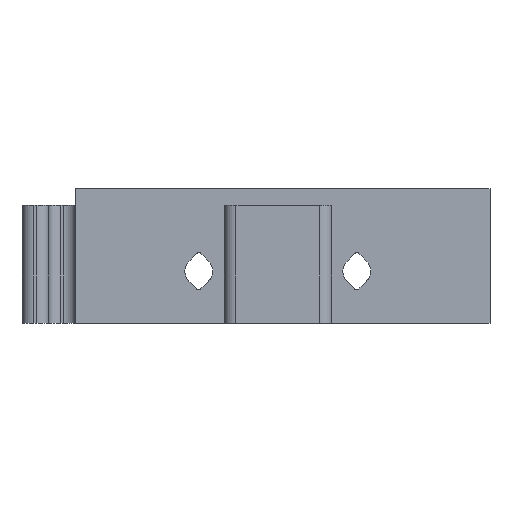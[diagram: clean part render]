
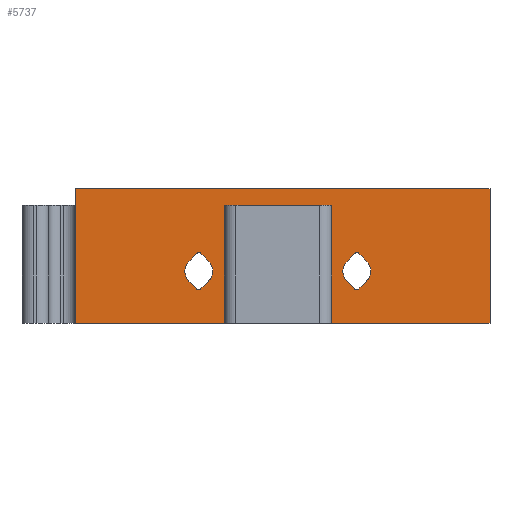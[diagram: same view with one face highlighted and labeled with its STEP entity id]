
A CAD part, left-side view. The second image highlights one B-rep face of the part: STEP entity #5737.
In plain terms, the highlighted planar face has unit normal (-1, 0, 0).
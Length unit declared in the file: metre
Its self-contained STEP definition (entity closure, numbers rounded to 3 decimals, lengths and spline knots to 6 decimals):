
#113=CIRCLE('',#6077,0.002075);
#114=CIRCLE('',#6078,0.0004);
#115=CIRCLE('',#6079,0.002075);
#116=CIRCLE('',#6080,0.0004);
#117=CIRCLE('',#6081,0.002075);
#118=CIRCLE('',#6082,0.0004);
#119=CIRCLE('',#6083,0.002075);
#120=CIRCLE('',#6084,0.0004);
#312=PLANE('',#6076);
#545=LINE('',#8518,#1097);
#574=LINE('',#8676,#1126);
#582=LINE('',#8708,#1134);
#609=LINE('',#8810,#1161);
#610=LINE('',#8815,#1162);
#611=LINE('',#8819,#1163);
#612=LINE('',#8823,#1164);
#613=LINE('',#8826,#1165);
#614=LINE('',#8831,#1166);
#615=LINE('',#8835,#1167);
#616=LINE('',#8839,#1168);
#617=LINE('',#8842,#1169);
#618=LINE('',#8843,#1170);
#619=LINE('',#8844,#1171);
#620=LINE('',#8846,#1172);
#621=LINE('',#8848,#1173);
#1097=VECTOR('',#6609,1.);
#1126=VECTOR('',#6646,1.);
#1134=VECTOR('',#6670,1.);
#1161=VECTOR('',#6747,1.);
#1162=VECTOR('',#6750,1.);
#1163=VECTOR('',#6753,1.);
#1164=VECTOR('',#6756,1.);
#1165=VECTOR('',#6759,1.);
#1166=VECTOR('',#6762,1.);
#1167=VECTOR('',#6765,1.);
#1168=VECTOR('',#6768,1.);
#1169=VECTOR('',#6771,1.);
#1170=VECTOR('',#6772,1.);
#1171=VECTOR('',#6773,1.);
#1172=VECTOR('',#6774,1.);
#1173=VECTOR('',#6775,1.);
#2009=ORIENTED_EDGE('',*,*,#3623,.F.);
#2010=ORIENTED_EDGE('',*,*,#3624,.F.);
#2011=ORIENTED_EDGE('',*,*,#3625,.F.);
#2012=ORIENTED_EDGE('',*,*,#3626,.F.);
#2013=ORIENTED_EDGE('',*,*,#3627,.T.);
#2014=ORIENTED_EDGE('',*,*,#3628,.F.);
#2015=ORIENTED_EDGE('',*,*,#3629,.T.);
#2016=ORIENTED_EDGE('',*,*,#3630,.F.);
#2017=ORIENTED_EDGE('',*,*,#3631,.F.);
#2018=ORIENTED_EDGE('',*,*,#3632,.F.);
#2019=ORIENTED_EDGE('',*,*,#3633,.F.);
#2020=ORIENTED_EDGE('',*,*,#3634,.F.);
#2021=ORIENTED_EDGE('',*,*,#3635,.T.);
#2022=ORIENTED_EDGE('',*,*,#3636,.F.);
#2023=ORIENTED_EDGE('',*,*,#3637,.T.);
#2024=ORIENTED_EDGE('',*,*,#3638,.F.);
#2025=ORIENTED_EDGE('',*,*,#3556,.F.);
#2026=ORIENTED_EDGE('',*,*,#3639,.T.);
#2027=ORIENTED_EDGE('',*,*,#3501,.T.);
#2028=ORIENTED_EDGE('',*,*,#3640,.T.);
#2029=ORIENTED_EDGE('',*,*,#3572,.F.);
#2030=ORIENTED_EDGE('',*,*,#3641,.F.);
#2031=ORIENTED_EDGE('',*,*,#3642,.F.);
#2032=ORIENTED_EDGE('',*,*,#3643,.T.);
#3501=EDGE_CURVE('',#4337,#4338,#545,.F.);
#3556=EDGE_CURVE('',#4391,#4393,#574,.F.);
#3572=EDGE_CURVE('',#4408,#4409,#582,.F.);
#3623=EDGE_CURVE('',#4459,#4460,#609,.T.);
#3624=EDGE_CURVE('',#4461,#4459,#113,.T.);
#3625=EDGE_CURVE('',#4462,#4461,#610,.T.);
#3626=EDGE_CURVE('',#4463,#4462,#114,.T.);
#3627=EDGE_CURVE('',#4463,#4464,#611,.T.);
#3628=EDGE_CURVE('',#4465,#4464,#115,.T.);
#3629=EDGE_CURVE('',#4465,#4466,#612,.T.);
#3630=EDGE_CURVE('',#4460,#4466,#116,.T.);
#3631=EDGE_CURVE('',#4467,#4468,#613,.T.);
#3632=EDGE_CURVE('',#4469,#4467,#117,.T.);
#3633=EDGE_CURVE('',#4470,#4469,#614,.T.);
#3634=EDGE_CURVE('',#4471,#4470,#118,.T.);
#3635=EDGE_CURVE('',#4471,#4472,#615,.T.);
#3636=EDGE_CURVE('',#4473,#4472,#119,.T.);
#3637=EDGE_CURVE('',#4473,#4474,#616,.T.);
#3638=EDGE_CURVE('',#4468,#4474,#120,.T.);
#3639=EDGE_CURVE('',#4391,#4337,#617,.T.);
#3640=EDGE_CURVE('',#4338,#4409,#618,.T.);
#3641=EDGE_CURVE('',#4475,#4408,#619,.T.);
#3642=EDGE_CURVE('',#4476,#4475,#620,.F.);
#3643=EDGE_CURVE('',#4476,#4393,#621,.F.);
#4337=VERTEX_POINT('',#8519);
#4338=VERTEX_POINT('',#8520);
#4391=VERTEX_POINT('',#8674);
#4393=VERTEX_POINT('',#8677);
#4408=VERTEX_POINT('',#8707);
#4409=VERTEX_POINT('',#8709);
#4459=VERTEX_POINT('',#8811);
#4460=VERTEX_POINT('',#8812);
#4461=VERTEX_POINT('',#8814);
#4462=VERTEX_POINT('',#8816);
#4463=VERTEX_POINT('',#8818);
#4464=VERTEX_POINT('',#8820);
#4465=VERTEX_POINT('',#8822);
#4466=VERTEX_POINT('',#8824);
#4467=VERTEX_POINT('',#8827);
#4468=VERTEX_POINT('',#8828);
#4469=VERTEX_POINT('',#8830);
#4470=VERTEX_POINT('',#8832);
#4471=VERTEX_POINT('',#8834);
#4472=VERTEX_POINT('',#8836);
#4473=VERTEX_POINT('',#8838);
#4474=VERTEX_POINT('',#8840);
#4475=VERTEX_POINT('',#8845);
#4476=VERTEX_POINT('',#8847);
#5045=EDGE_LOOP('',(#2009,#2010,#2011,#2012,#2013,#2014,#2015,#2016));
#5046=EDGE_LOOP('',(#2017,#2018,#2019,#2020,#2021,#2022,#2023,#2024));
#5047=EDGE_LOOP('',(#2025,#2026,#2027,#2028,#2029,#2030,#2031,#2032));
#5363=FACE_BOUND('',#5045,.T.);
#5364=FACE_BOUND('',#5046,.T.);
#5365=FACE_BOUND('',#5047,.T.);
#5737=ADVANCED_FACE('',(#5363,#5364,#5365),#312,.T.);
#6076=AXIS2_PLACEMENT_3D('',#8809,#6745,#6746);
#6077=AXIS2_PLACEMENT_3D('',#8813,#6748,#6749);
#6078=AXIS2_PLACEMENT_3D('',#8817,#6751,#6752);
#6079=AXIS2_PLACEMENT_3D('',#8821,#6754,#6755);
#6080=AXIS2_PLACEMENT_3D('',#8825,#6757,#6758);
#6081=AXIS2_PLACEMENT_3D('',#8829,#6760,#6761);
#6082=AXIS2_PLACEMENT_3D('',#8833,#6763,#6764);
#6083=AXIS2_PLACEMENT_3D('',#8837,#6766,#6767);
#6084=AXIS2_PLACEMENT_3D('',#8841,#6769,#6770);
#6609=DIRECTION('',(0.,-1.,0.));
#6646=DIRECTION('',(0.,-1.,0.));
#6670=DIRECTION('',(0.,-1.,0.));
#6745=DIRECTION('',(-1.,0.,0.));
#6746=DIRECTION('',(0.,-1.,0.));
#6747=DIRECTION('',(0.,-0.707,-0.707));
#6748=DIRECTION('',(-1.,0.,0.));
#6749=DIRECTION('',(0.,-1.,0.));
#6750=DIRECTION('',(0.,0.707,-0.707));
#6751=DIRECTION('',(-1.,0.,0.));
#6752=DIRECTION('',(0.,-1.,0.));
#6753=DIRECTION('',(0.,-0.707,-0.707));
#6754=DIRECTION('',(-1.,0.,0.));
#6755=DIRECTION('',(0.,-1.,0.));
#6756=DIRECTION('',(0.,0.707,-0.707));
#6757=DIRECTION('',(-1.,0.,0.));
#6758=DIRECTION('',(0.,-1.,0.));
#6759=DIRECTION('',(0.,-0.707,-0.707));
#6760=DIRECTION('',(-1.,0.,0.));
#6761=DIRECTION('',(0.,-1.,0.));
#6762=DIRECTION('',(0.,0.707,-0.707));
#6763=DIRECTION('',(-1.,0.,0.));
#6764=DIRECTION('',(0.,-1.,0.));
#6765=DIRECTION('',(0.,-0.707,-0.707));
#6766=DIRECTION('',(-1.,0.,0.));
#6767=DIRECTION('',(0.,-1.,0.));
#6768=DIRECTION('',(0.,0.707,-0.707));
#6769=DIRECTION('',(-1.,0.,0.));
#6770=DIRECTION('',(0.,-1.,0.));
#6771=DIRECTION('',(0.,0.,1.));
#6772=DIRECTION('',(0.,0.,-1.));
#6773=DIRECTION('',(0.,0.,-1.));
#6774=DIRECTION('',(0.,-1.,0.));
#6775=DIRECTION('',(0.,0.,1.));
#8518=CARTESIAN_POINT('',(1.410025,0.762111,0.38));
#8519=CARTESIAN_POINT('',(1.410025,0.5085,0.38));
#8520=CARTESIAN_POINT('',(1.410025,0.57,0.38));
#8674=CARTESIAN_POINT('',(1.410025,0.5085,0.36));
#8676=CARTESIAN_POINT('',(1.410025,0.462111,0.36));
#8677=CARTESIAN_POINT('',(1.410025,0.534222,0.36));
#8707=CARTESIAN_POINT('',(1.410025,0.545778,0.36));
#8708=CARTESIAN_POINT('',(1.410025,0.582111,0.36));
#8709=CARTESIAN_POINT('',(1.410025,0.57,0.36));
#8809=CARTESIAN_POINT('',(1.410025,0.762111,0.38));
#8810=CARTESIAN_POINT('',(1.410025,0.652789,0.489322));
#8811=CARTESIAN_POINT('',(1.410025,0.529734,0.366266));
#8812=CARTESIAN_POINT('',(1.410025,0.528549,0.365082));
#8813=CARTESIAN_POINT('',(1.410025,0.528267,0.367733));
#8814=CARTESIAN_POINT('',(1.410025,0.529734,0.369201));
#8815=CARTESIAN_POINT('',(1.410025,0.640523,0.258412));
#8816=CARTESIAN_POINT('',(1.410025,0.528549,0.370385));
#8817=CARTESIAN_POINT('',(1.410025,0.528267,0.370102));
#8818=CARTESIAN_POINT('',(1.410025,0.527984,0.370385));
#8819=CARTESIAN_POINT('',(1.410025,0.649855,0.492256));
#8820=CARTESIAN_POINT('',(1.410025,0.526799,0.369201));
#8821=CARTESIAN_POINT('',(1.410025,0.528267,0.367733));
#8822=CARTESIAN_POINT('',(1.410025,0.526799,0.366266));
#8823=CARTESIAN_POINT('',(1.410025,0.637588,0.255477));
#8824=CARTESIAN_POINT('',(1.410025,0.527984,0.365082));
#8825=CARTESIAN_POINT('',(1.410025,0.528267,0.365365));
#8826=CARTESIAN_POINT('',(1.410025,0.664523,0.477588));
#8827=CARTESIAN_POINT('',(1.410025,0.553201,0.366266));
#8828=CARTESIAN_POINT('',(1.410025,0.552016,0.365082));
#8829=CARTESIAN_POINT('',(1.410025,0.551733,0.367733));
#8830=CARTESIAN_POINT('',(1.410025,0.553201,0.369201));
#8831=CARTESIAN_POINT('',(1.410025,0.652256,0.270145));
#8832=CARTESIAN_POINT('',(1.410025,0.552016,0.370385));
#8833=CARTESIAN_POINT('',(1.410025,0.551733,0.370102));
#8834=CARTESIAN_POINT('',(1.410025,0.551451,0.370385));
#8835=CARTESIAN_POINT('',(1.410025,0.661588,0.480523));
#8836=CARTESIAN_POINT('',(1.410025,0.550266,0.369201));
#8837=CARTESIAN_POINT('',(1.410025,0.551733,0.367733));
#8838=CARTESIAN_POINT('',(1.410025,0.550266,0.366266));
#8839=CARTESIAN_POINT('',(1.410025,0.649322,0.267211));
#8840=CARTESIAN_POINT('',(1.410025,0.551451,0.365082));
#8841=CARTESIAN_POINT('',(1.410025,0.551733,0.365365));
#8842=CARTESIAN_POINT('',(1.410025,0.5085,0.38));
#8843=CARTESIAN_POINT('',(1.410025,0.57,0.38));
#8844=CARTESIAN_POINT('',(1.410025,0.545778,0.38));
#8845=CARTESIAN_POINT('',(1.410025,0.545778,0.3775));
#8846=CARTESIAN_POINT('',(1.410025,0.462111,0.3775));
#8847=CARTESIAN_POINT('',(1.410025,0.534222,0.3775));
#8848=CARTESIAN_POINT('',(1.410025,0.534222,0.38));
